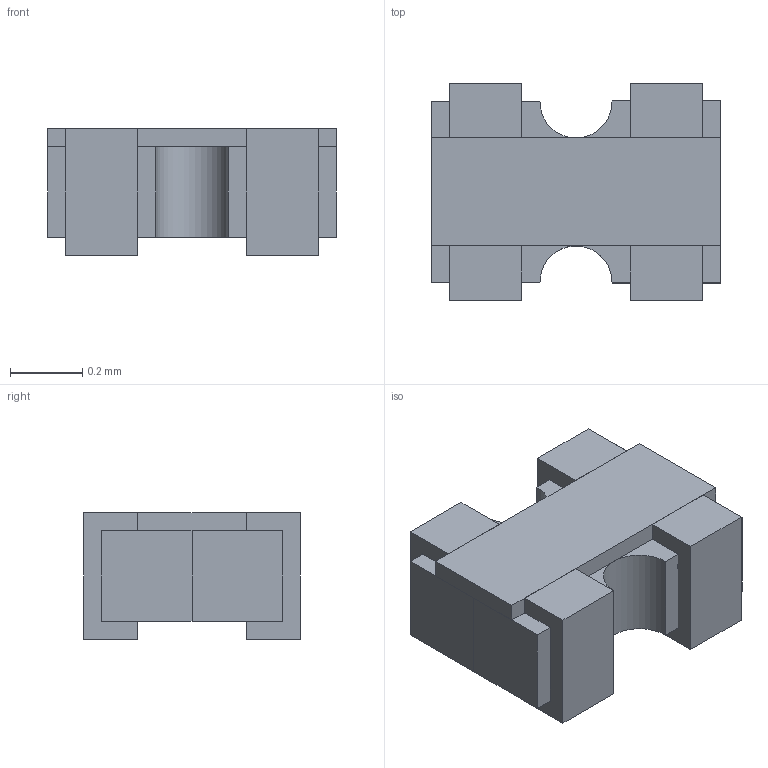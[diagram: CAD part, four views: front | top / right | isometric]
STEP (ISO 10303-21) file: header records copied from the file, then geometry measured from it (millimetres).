
FILE_DESCRIPTION(('FreeCAD Model'),'2;1');
FILE_NAME('BCN06_2.stp', '2014-10-19T10:41:31',('FreeCAD'),('FreeCAD'), 'Open CASCADE STEP processor 6.6','FreeCAD','Unknown');
FILE_SCHEMA(('AUTOMOTIVE_DESIGN_CC2 { 1 2 10303 214 -1 1 5 4 }'));
Length unit declared in the file: millimetre
Products named in the file (6): Array_(Mirror_#2); Array; Pad001; Pad002; Pad_(Mirror_#2); Pad
Bounding box: 0.8 x 0.6 x 0.35 mm (x, y, z)
Volume: 0.1 mm3; surface area: 3.9 mm2
Topology: 8 solids, 8 shells, 72 faces, 168 edges, 112 vertices
Faces by surface type: plane 70, cylinder 2
Entity records: 4333 total; most frequent: CARTESIAN_POINT 701, DIRECTION 652, LINE 496, VECTOR 496, ORIENTED_EDGE 336, PCURVE 336, DEFINITIONAL_REPRESENTATION 336, EDGE_CURVE 168
